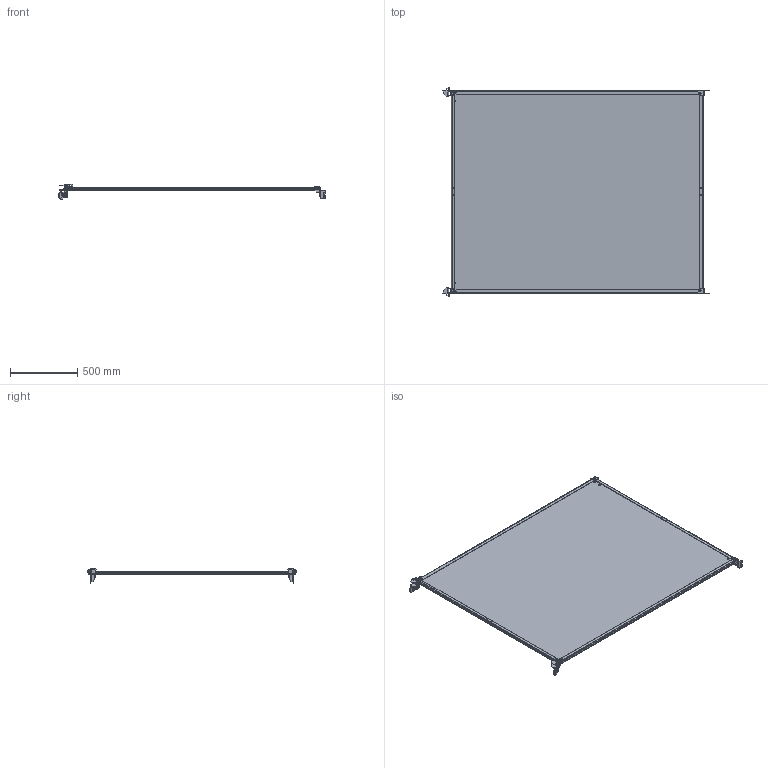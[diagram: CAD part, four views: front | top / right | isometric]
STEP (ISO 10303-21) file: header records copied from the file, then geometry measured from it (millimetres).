
FILE_DESCRIPTION(/* description */ (''),/* implementation_level */ '2;1');
FILE_NAME(/* name */ 'PL200160.stp',/* time_stamp */ '2020-07-22T12:39:55+02:00',/* author */ (''),/* organization */ (''),/* preprocessor_version */ 'ST-DEVELOPER v16.7',/* originating_system */ 'SIEMENS PLM Software NX 12.0',/* authorisation */ '');
FILE_SCHEMA (('AUTOMOTIVE_DESIGN { 1 0 10303 214 3 1 1 1 }'));
Length unit declared in the file: millimetre
Products named in the file (16): SOPORTE_PM_01_SIM_JJ; Resbalon_Soporte_Placa_Mont; SOPORTE_PM_02_JJ; SOPORTE_PM_01; MESITA_SOPORTE_PM; 995.P440-01-TUERCA INSERTABLE S M8-1 ZINCADA50; 600.P110-02-SOPORTE SUPERIOR PLACA MONTAJE DCHO; 995.P440-01-TUERCA INSERTABLE S M8-1 ZINCADA; 600.P109-02-SOPORTE SUPERIOR PLACA MONTAJE IZQ; H60721_1; SOPORTE_PM_SIM_JJ; SOPORTE_PM_JJ; Soportes_placa_montaje_stp; 600.C110-02-CONJ SOPORTE SUPERIOR PLACA MONTAJE DCHO_stp; 600.C109-02-CONJ SOPORTE SUPERIOR PLACA MONTAJE IZQ_stp; PL200160_stp
Assembly tree (20 placements, depth 4):
  PL200160_stp
    600.C109-02-CONJ SOPORTE SUPERIOR PLACA MONTAJE IZQ_stp
      600.P109-02-SOPORTE SUPERIOR PLACA MONTAJE IZQ
      995.P440-01-TUERCA INSERTABLE S M8-1 ZINCADA
    600.C110-02-CONJ SOPORTE SUPERIOR PLACA MONTAJE DCHO_stp
      600.P110-02-SOPORTE SUPERIOR PLACA MONTAJE DCHO
      995.P440-01-TUERCA INSERTABLE S M8-1 ZINCADA50
    H60721_1
    Soportes_placa_montaje_stp
      SOPORTE_PM_JJ
        995.P440-01-TUERCA INSERTABLE S M8-1 ZINCADA
        SOPORTE_PM_01
        SOPORTE_PM_02_JJ
        Resbalon_Soporte_Placa_Mont
      SOPORTE_PM_SIM_JJ
        995.P440-01-TUERCA INSERTABLE S M8-1 ZINCADA
        Resbalon_Soporte_Placa_Mont
        SOPORTE_PM_02_JJ
        SOPORTE_PM_01_SIM_JJ
      MESITA_SOPORTE_PM  x2
Bounding box: 1975.26 x 1552 x 111.75 mm (x, y, z)
Volume: 9367095.2 mm3; surface area: 6286575 mm2
Topology: 15 solids, 15 shells, 794 faces, 2152 edges, 1412 vertices
Faces by surface type: plane 562, cylinder 190, cone 32, bspline 10
Full cylindrical faces by diameter (mm): 6.5 x10, 8.5 x10, 10 x12, 10.5 x2, 19 x4
Entity records: 17915 total; most frequent: CARTESIAN_POINT 3738, ORIENTED_EDGE 2922, DIRECTION 2640, EDGE_CURVE 1461, LINE 982, VECTOR 982, VERTEX_POINT 980, AXIS2_PLACEMENT_3D 829
